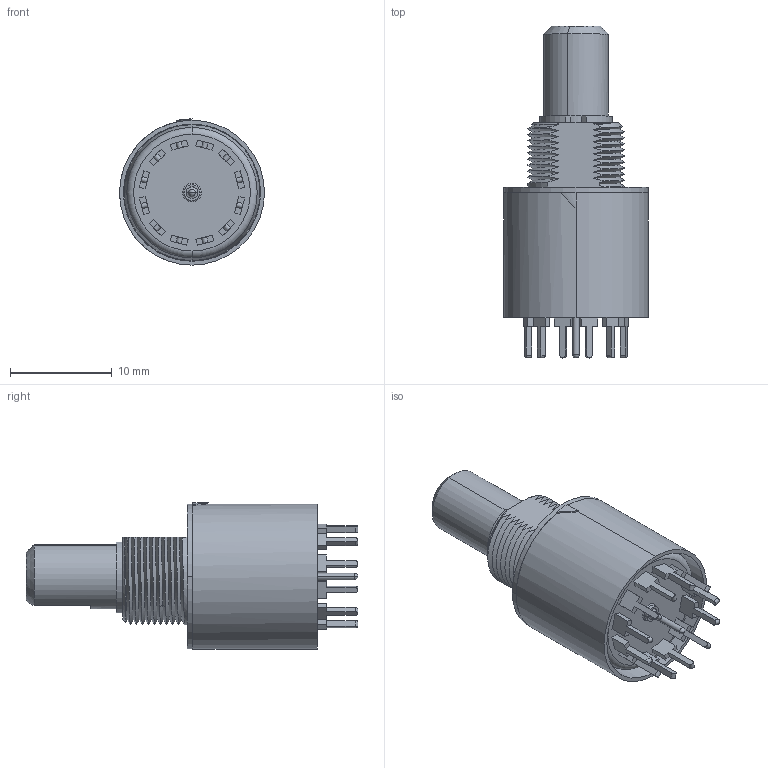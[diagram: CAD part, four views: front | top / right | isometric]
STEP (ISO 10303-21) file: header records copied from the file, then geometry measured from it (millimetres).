
FILE_DESCRIPTION((''),'2;1');
FILE_NAME('51KSP30-01-1-XX','2011-06-16T',('Administrator'),(''),'PRO/ENGINEER BY PARAMETRIC TECHNOLOGY CORPORATION, 2006200','PRO/ENGINEER BY PARAMETRIC TECHNOLOGY CORPORATION, 2006200','');
FILE_SCHEMA(('CONFIG_CONTROL_DESIGN'));
Length unit declared in the file: inch
Products named in the file (1): 51KSP30-01-1-XX
Bounding box: 14.27 x 32.69 x 14.4 mm (x, y, z)
Volume: 1484.8 mm3; surface area: 3066.3 mm2
Topology: 3 solids, 3 shells, 880 faces, 2439 edges, 1621 vertices
Faces by surface type: plane 747, cylinder 87, bspline 26, cone 12, torus 6, sphere 2
Entity records: 39982 total; most frequent: CARTESIAN_POINT 8191, ORIENTED_EDGE 4874, DIRECTION 4281, EDGE_CURVE 2437, VECTOR 2111, LINE 2111, VERTEX_POINT 1621, FILL_AREA_STYLE_COLOUR 1496
